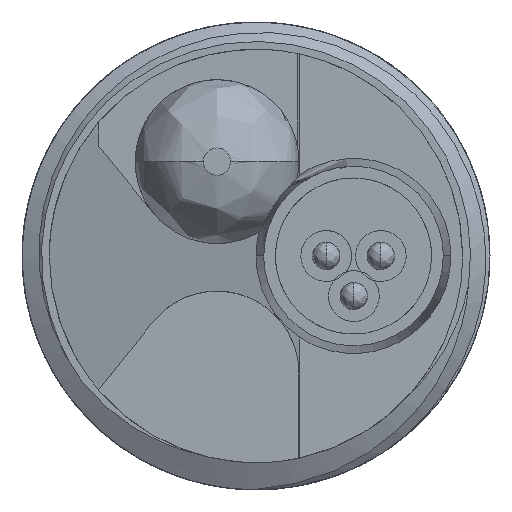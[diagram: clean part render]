
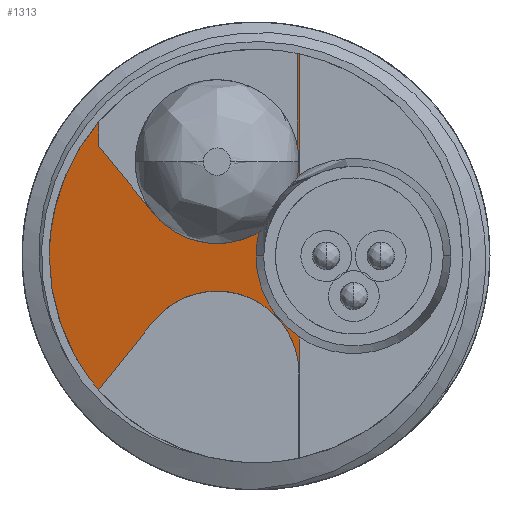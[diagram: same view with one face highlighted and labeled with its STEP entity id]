
A CAD part, front view. The second image highlights one B-rep face of the part: STEP entity #1313.
In plain terms, the highlighted free-form (B-spline) face has degree [1, 1] with [2, 2] control points.
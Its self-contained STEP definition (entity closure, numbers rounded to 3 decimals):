
#1145=CARTESIAN_POINT('',(-4.028,-0.5,-3.427));
#1146=VERTEX_POINT('',#1145);
#1154=CARTESIAN_POINT('',(-2.641,-0.843,-1.69));
#1155=VERTEX_POINT('',#1154);
#1161=CARTESIAN_POINT('',(-2.641,-0.843,-1.69));
#1162=CARTESIAN_POINT('',(-4.028,-0.5,-3.427));
#1163=B_SPLINE_CURVE_WITH_KNOTS('',1,(#1161,#1162),.POLYLINE_FORM.,.F.,.U.,(2,2),(0.,1.),.UNSPECIFIED.);
#1164=EDGE_CURVE('',#1155,#1146,#1163,.T.);
#1169=CARTESIAN_POINT('',(19.7,-6.367,13.152));
#1170=CARTESIAN_POINT('',(19.7,-6.367,-25.152));
#1171=CARTESIAN_POINT('',(-17.483,2.827,13.152));
#1172=CARTESIAN_POINT('',(-17.483,2.827,-25.152));
#1173=B_SPLINE_SURFACE_WITH_KNOTS('',1,1,((#1169,#1170),(#1171,#1172)),.PLANE_SURF.,.F.,.F.,.U.,(2,2),(2,2),(0.,1.),(0.,1.),.UNSPECIFIED.);
#1174=CARTESIAN_POINT('',(1.108,-1.77,2.077));
#1175=VERTEX_POINT('',#1174);
#1176=CARTESIAN_POINT('',(1.108,-1.77,5.183));
#1177=VERTEX_POINT('',#1176);
#1178=CARTESIAN_POINT('',(1.108,-1.77,2.077));
#1179=CARTESIAN_POINT('',(1.108,-1.77,5.183));
#1180=B_SPLINE_CURVE_WITH_KNOTS('',1,(#1178,#1179),.POLYLINE_FORM.,.F.,.U.,(2,2),(0.,1.),.UNSPECIFIED.);
#1181=EDGE_CURVE('',#1175,#1177,#1180,.T.);
#1182=ORIENTED_EDGE('',*,*,#1181,.T.);
#1183=CARTESIAN_POINT('',(1.057,-1.757,5.193));
#1184=VERTEX_POINT('',#1183);
#1185=CARTESIAN_POINT('',(1.108,-1.77,5.183));
#1186=CARTESIAN_POINT('',(1.091,-1.766,5.186));
#1187=CARTESIAN_POINT('',(1.074,-1.762,5.19));
#1188=CARTESIAN_POINT('',(1.057,-1.757,5.193));
#1189=B_SPLINE_CURVE_WITH_KNOTS('',3,(#1185,#1186,#1187,#1188),.UNSPECIFIED.,.F.,.U.,(4,4),(0.,1.),.UNSPECIFIED.);
#1190=EDGE_CURVE('',#1177,#1184,#1189,.T.);
#1191=ORIENTED_EDGE('',*,*,#1190,.T.);
#1192=CARTESIAN_POINT('',(1.057,-1.757,2.841));
#1193=VERTEX_POINT('',#1192);
#1194=CARTESIAN_POINT('',(1.057,-1.757,5.193));
#1195=CARTESIAN_POINT('',(1.057,-1.757,2.841));
#1196=B_SPLINE_CURVE_WITH_KNOTS('',1,(#1194,#1195),.POLYLINE_FORM.,.F.,.U.,(2,2),(0.,1.),.UNSPECIFIED.);
#1197=EDGE_CURVE('',#1184,#1193,#1196,.T.);
#1198=ORIENTED_EDGE('',*,*,#1197,.T.);
#1199=CARTESIAN_POINT('',(1.1,-1.768,2.42));
#1200=VERTEX_POINT('',#1199);
#1201=CARTESIAN_POINT('',(1.057,-1.757,2.841));
#1202=CARTESIAN_POINT('',(1.086,-1.764,2.702));
#1203=CARTESIAN_POINT('',(1.1,-1.768,2.562));
#1204=CARTESIAN_POINT('',(1.1,-1.768,2.42));
#1205=B_SPLINE_CURVE_WITH_KNOTS('',3,(#1201,#1202,#1203,#1204),.UNSPECIFIED.,.F.,.U.,(4,4),(0.,1.),.UNSPECIFIED.);
#1206=EDGE_CURVE('',#1193,#1200,#1205,.T.);
#1207=ORIENTED_EDGE('',*,*,#1206,.T.);
#1208=CARTESIAN_POINT('',(-2.627,-0.846,1.093));
#1209=VERTEX_POINT('',#1208);
#1210=CARTESIAN_POINT('',(1.1,-1.768,2.42));
#1211=CARTESIAN_POINT('',(1.1,-1.768,2.296));
#1212=CARTESIAN_POINT('',(1.081,-1.763,2.103));
#1213=CARTESIAN_POINT('',(1.015,-1.747,1.796));
#1214=CARTESIAN_POINT('',(0.9,-1.718,1.504));
#1215=CARTESIAN_POINT('',(0.736,-1.678,1.225));
#1216=CARTESIAN_POINT('',(0.493,-1.618,0.923));
#1217=CARTESIAN_POINT('',(0.155,-1.534,0.642));
#1218=CARTESIAN_POINT('',(-0.292,-1.424,0.423));
#1219=CARTESIAN_POINT('',(-0.777,-1.304,0.312));
#1220=CARTESIAN_POINT('',(-1.216,-1.195,0.317));
#1221=CARTESIAN_POINT('',(-1.595,-1.102,0.398));
#1222=CARTESIAN_POINT('',(-1.897,-1.027,0.511));
#1223=CARTESIAN_POINT('',(-2.17,-0.959,0.665));
#1224=CARTESIAN_POINT('',(-2.414,-0.899,0.861));
#1225=CARTESIAN_POINT('',(-2.55,-0.865,0.998));
#1226=CARTESIAN_POINT('',(-2.627,-0.846,1.093));
#1227=B_SPLINE_CURVE_WITH_KNOTS('',3,(#1210,#1211,#1212,#1213,#1214,#1215,#1216,#1217,#1218,#1219,#1220,#1221,#1222,#1223,#1224,#1225,#1226),.UNSPECIFIED.,.F.,.U.,(4,1,1,1,1,1,1,1,1,1,1,1,1,1,4),(0.,0.031,0.063,0.125,0.188,0.25,0.375,0.5,0.625,0.75,0.813,0.875,0.938,0.969,1.),.UNSPECIFIED.);
#1228=EDGE_CURVE('',#1200,#1209,#1227,.T.);
#1229=ORIENTED_EDGE('',*,*,#1228,.T.);
#1230=CARTESIAN_POINT('',(-4.028,-0.5,2.81));
#1231=VERTEX_POINT('',#1230);
#1232=CARTESIAN_POINT('',(-2.627,-0.846,1.093));
#1233=CARTESIAN_POINT('',(-4.028,-0.5,2.81));
#1234=B_SPLINE_CURVE_WITH_KNOTS('',1,(#1232,#1233),.POLYLINE_FORM.,.F.,.U.,(2,2),(0.,1.),.UNSPECIFIED.);
#1235=EDGE_CURVE('',#1209,#1231,#1234,.T.);
#1236=ORIENTED_EDGE('',*,*,#1235,.T.);
#1237=CARTESIAN_POINT('',(-4.028,-0.5,3.444));
#1238=VERTEX_POINT('',#1237);
#1239=CARTESIAN_POINT('',(-4.028,-0.5,2.81));
#1240=CARTESIAN_POINT('',(-4.028,-0.5,3.444));
#1241=B_SPLINE_CURVE_WITH_KNOTS('',1,(#1239,#1240),.POLYLINE_FORM.,.F.,.U.,(2,2),(0.,1.),.UNSPECIFIED.);
#1242=EDGE_CURVE('',#1231,#1238,#1241,.T.);
#1243=ORIENTED_EDGE('',*,*,#1242,.T.);
#1244=CARTESIAN_POINT('',(-5.3,-0.186,0.));
#1245=VERTEX_POINT('',#1244);
#1246=CARTESIAN_POINT('',(-4.028,-0.5,3.444));
#1247=CARTESIAN_POINT('',(-4.449,-0.396,2.952));
#1248=CARTESIAN_POINT('',(-5.065,-0.244,1.878));
#1249=CARTESIAN_POINT('',(-5.3,-0.186,0.657));
#1250=CARTESIAN_POINT('',(-5.3,-0.186,0.));
#1251=B_SPLINE_CURVE_WITH_KNOTS('',3,(#1246,#1247,#1248,#1249,#1250),.UNSPECIFIED.,.F.,.U.,(4,1,4),(0.,0.5,1.),.UNSPECIFIED.);
#1252=EDGE_CURVE('',#1238,#1245,#1251,.T.);
#1253=ORIENTED_EDGE('',*,*,#1252,.T.);
#1254=CARTESIAN_POINT('',(-4.028,-0.5,-3.444));
#1255=VERTEX_POINT('',#1254);
#1256=CARTESIAN_POINT('',(-5.3,-0.186,0.));
#1257=CARTESIAN_POINT('',(-5.3,-0.186,-0.657));
#1258=CARTESIAN_POINT('',(-5.065,-0.244,-1.878));
#1259=CARTESIAN_POINT('',(-4.449,-0.396,-2.952));
#1260=CARTESIAN_POINT('',(-4.028,-0.5,-3.444));
#1261=B_SPLINE_CURVE_WITH_KNOTS('',3,(#1256,#1257,#1258,#1259,#1260),.UNSPECIFIED.,.F.,.U.,(4,1,4),(0.,0.5,1.),.UNSPECIFIED.);
#1262=EDGE_CURVE('',#1245,#1255,#1261,.T.);
#1263=ORIENTED_EDGE('',*,*,#1262,.T.);
#1264=CARTESIAN_POINT('',(-4.028,-0.5,-3.444));
#1265=CARTESIAN_POINT('',(-4.028,-0.5,-3.427));
#1266=B_SPLINE_CURVE_WITH_KNOTS('',1,(#1264,#1265),.POLYLINE_FORM.,.F.,.U.,(2,2),(0.,1.),.UNSPECIFIED.);
#1267=EDGE_CURVE('',#1255,#1146,#1266,.T.);
#1268=ORIENTED_EDGE('',*,*,#1267,.T.);
#1269=ORIENTED_EDGE('',*,*,#1164,.F.);
#1270=CARTESIAN_POINT('',(1.1,-1.768,-3.));
#1271=VERTEX_POINT('',#1270);
#1272=CARTESIAN_POINT('',(-2.641,-0.843,-1.69));
#1273=CARTESIAN_POINT('',(-2.563,-0.862,-1.593));
#1274=CARTESIAN_POINT('',(-2.427,-0.896,-1.453));
#1275=CARTESIAN_POINT('',(-2.183,-0.956,-1.254));
#1276=CARTESIAN_POINT('',(-1.91,-1.024,-1.097));
#1277=CARTESIAN_POINT('',(-1.608,-1.098,-0.982));
#1278=CARTESIAN_POINT('',(-1.229,-1.192,-0.898));
#1279=CARTESIAN_POINT('',(-0.789,-1.301,-0.89));
#1280=CARTESIAN_POINT('',(-0.302,-1.421,-0.999));
#1281=CARTESIAN_POINT('',(0.147,-1.532,-1.217));
#1282=CARTESIAN_POINT('',(0.487,-1.616,-1.496));
#1283=CARTESIAN_POINT('',(0.731,-1.677,-1.798));
#1284=CARTESIAN_POINT('',(0.897,-1.718,-2.077));
#1285=CARTESIAN_POINT('',(1.013,-1.746,-2.37));
#1286=CARTESIAN_POINT('',(1.08,-1.763,-2.679));
#1287=CARTESIAN_POINT('',(1.1,-1.768,-2.874));
#1288=CARTESIAN_POINT('',(1.1,-1.768,-3.));
#1289=B_SPLINE_CURVE_WITH_KNOTS('',3,(#1272,#1273,#1274,#1275,#1276,#1277,#1278,#1279,#1280,#1281,#1282,#1283,#1284,#1285,#1286,#1287,#1288),.UNSPECIFIED.,.F.,.U.,(4,1,1,1,1,1,1,1,1,1,1,1,1,1,4),(0.,0.031,0.063,0.125,0.188,0.25,0.375,0.5,0.625,0.75,0.813,0.875,0.938,0.969,1.),.UNSPECIFIED.);
#1290=EDGE_CURVE('',#1155,#1271,#1289,.T.);
#1291=ORIENTED_EDGE('',*,*,#1290,.T.);
#1292=CARTESIAN_POINT('',(1.104,-1.769,-5.184));
#1293=VERTEX_POINT('',#1292);
#1294=CARTESIAN_POINT('',(1.1,-1.768,-3.));
#1295=CARTESIAN_POINT('',(1.1,-1.768,-5.184));
#1296=B_SPLINE_CURVE_WITH_KNOTS('',1,(#1294,#1295),.POLYLINE_FORM.,.F.,.U.,(2,2),(0.,1.),.UNSPECIFIED.);
#1297=EDGE_CURVE('',#1271,#1293,#1296,.T.);
#1298=ORIENTED_EDGE('',*,*,#1297,.T.);
#1299=CARTESIAN_POINT('',(1.108,-1.77,-2.077));
#1300=VERTEX_POINT('',#1299);
#1301=CARTESIAN_POINT('',(1.108,-1.77,-5.183));
#1302=CARTESIAN_POINT('',(1.108,-1.77,-2.077));
#1303=B_SPLINE_CURVE_WITH_KNOTS('',1,(#1301,#1302),.POLYLINE_FORM.,.F.,.U.,(2,2),(0.,1.),.UNSPECIFIED.);
#1304=EDGE_CURVE('',#1293,#1300,#1303,.T.);
#1305=ORIENTED_EDGE('',*,*,#1304,.T.);
#1306=CARTESIAN_POINT('',(1.108,-1.77,-2.077));
#1307=CARTESIAN_POINT('',(1.108,-1.77,2.077));
#1308=B_SPLINE_CURVE_WITH_KNOTS('',1,(#1306,#1307),.POLYLINE_FORM.,.F.,.U.,(2,2),(0.,1.),.UNSPECIFIED.);
#1309=EDGE_CURVE('',#1300,#1175,#1308,.T.);
#1310=ORIENTED_EDGE('',*,*,#1309,.T.);
#1311=EDGE_LOOP('',(#1182,#1191,#1198,#1207,#1229,#1236,#1243,#1253,#1263,#1268,#1269,#1291,#1298,#1305,#1310));
#1312=FACE_OUTER_BOUND('',#1311,.T.);
#1313=ADVANCED_FACE('',(#1312),#1173,.T.);
